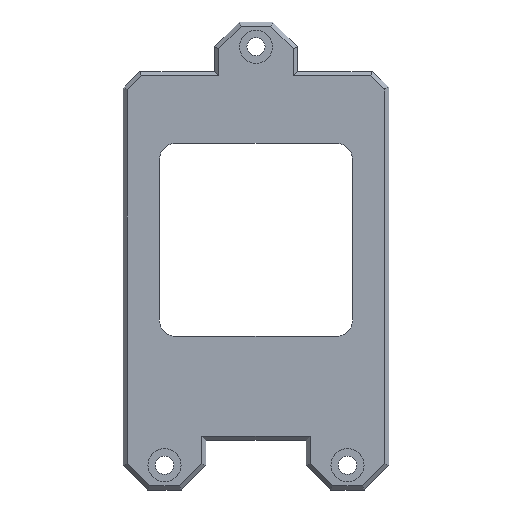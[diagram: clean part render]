
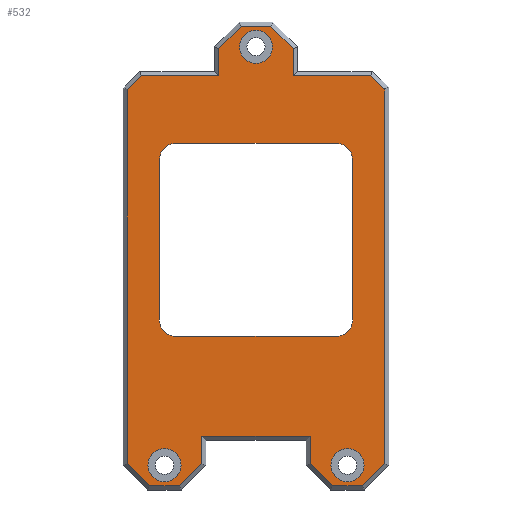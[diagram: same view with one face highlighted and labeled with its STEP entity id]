
A CAD part, top view. The second image highlights one B-rep face of the part: STEP entity #532.
In plain terms, the highlighted planar face has unit normal (0, 0, 1).
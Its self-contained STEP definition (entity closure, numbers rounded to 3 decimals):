
#262=CARTESIAN_POINT('',(0.,0.,-43.));
#263=DIRECTION('',(0.,0.,1.));
#264=DIRECTION('',(1.,0.,0.));
#265=AXIS2_PLACEMENT_3D('',#262,#263,#264);
#266=PLANE('',#265);
#267=CARTESIAN_POINT('',(-22.907,0.184,-43.));
#268=VERTEX_POINT('',#267);
#269=CARTESIAN_POINT('',(-9.747,0.184,-43.));
#270=VERTEX_POINT('',#269);
#271=CARTESIAN_POINT('',(-22.907,0.184,-43.));
#272=DIRECTION('',(1.,0.,0.));
#273=VECTOR('',#272,13.16);
#274=LINE('',#271,#273);
#275=EDGE_CURVE('',#268,#270,#274,.T.);
#276=ORIENTED_EDGE('',*,*,#275,.T.);
#277=CARTESIAN_POINT('',(-9.747,-3.109,-43.));
#278=VERTEX_POINT('',#277);
#279=CARTESIAN_POINT('',(-9.747,0.184,-43.));
#280=DIRECTION('',(0.,-1.,0.));
#281=VECTOR('',#280,3.293);
#282=LINE('',#279,#281);
#283=EDGE_CURVE('',#270,#278,#282,.T.);
#284=ORIENTED_EDGE('',*,*,#283,.T.);
#285=CARTESIAN_POINT('',(-7.04,-5.816,-43.));
#286=VERTEX_POINT('',#285);
#287=CARTESIAN_POINT('',(-9.747,-3.109,-43.));
#288=DIRECTION('',(0.707,-0.707,0.));
#289=VECTOR('',#288,3.828);
#290=LINE('',#287,#289);
#291=EDGE_CURVE('',#278,#286,#290,.T.);
#292=ORIENTED_EDGE('',*,*,#291,.T.);
#293=CARTESIAN_POINT('',(-3.455,-5.816,-43.));
#294=VERTEX_POINT('',#293);
#295=CARTESIAN_POINT('',(-7.04,-5.816,-43.));
#296=DIRECTION('',(1.,0.,-0.));
#297=VECTOR('',#296,3.586);
#298=LINE('',#295,#297);
#299=EDGE_CURVE('',#286,#294,#298,.T.);
#300=ORIENTED_EDGE('',*,*,#299,.T.);
#301=CARTESIAN_POINT('',(-0.747,-3.109,-43.));
#302=VERTEX_POINT('',#301);
#303=CARTESIAN_POINT('',(-3.455,-5.816,-43.));
#304=DIRECTION('',(0.707,0.707,0.));
#305=VECTOR('',#304,3.828);
#306=LINE('',#303,#305);
#307=EDGE_CURVE('',#294,#302,#306,.T.);
#308=ORIENTED_EDGE('',*,*,#307,.T.);
#309=CARTESIAN_POINT('',(-0.747,42.235,-43.));
#310=VERTEX_POINT('',#309);
#311=CARTESIAN_POINT('',(-0.747,-3.109,-43.));
#312=DIRECTION('',(0.,1.,0.));
#313=VECTOR('',#312,45.344);
#314=LINE('',#311,#313);
#315=EDGE_CURVE('',#302,#310,#314,.T.);
#316=ORIENTED_EDGE('',*,*,#315,.T.);
#317=CARTESIAN_POINT('',(-2.447,43.849,-43.));
#318=VERTEX_POINT('',#317);
#319=CARTESIAN_POINT('',(-0.747,42.235,-43.));
#320=DIRECTION('',(-0.725,0.689,0.));
#321=VECTOR('',#320,2.344);
#322=LINE('',#319,#321);
#323=EDGE_CURVE('',#310,#318,#322,.T.);
#324=ORIENTED_EDGE('',*,*,#323,.T.);
#325=CARTESIAN_POINT('',(-11.828,43.849,-43.));
#326=VERTEX_POINT('',#325);
#327=CARTESIAN_POINT('',(-2.447,43.849,-43.));
#328=DIRECTION('',(-1.,0.,0.));
#329=VECTOR('',#328,9.381);
#330=LINE('',#327,#329);
#331=EDGE_CURVE('',#318,#326,#330,.T.);
#332=ORIENTED_EDGE('',*,*,#331,.T.);
#333=CARTESIAN_POINT('',(-11.828,47.142,-43.));
#334=VERTEX_POINT('',#333);
#335=CARTESIAN_POINT('',(-11.828,43.849,-43.));
#336=DIRECTION('',(0.,1.,0.));
#337=VECTOR('',#336,3.293);
#338=LINE('',#335,#337);
#339=EDGE_CURVE('',#326,#334,#338,.T.);
#340=ORIENTED_EDGE('',*,*,#339,.T.);
#341=CARTESIAN_POINT('',(-14.535,49.849,-43.));
#342=VERTEX_POINT('',#341);
#343=CARTESIAN_POINT('',(-11.828,47.142,-43.));
#344=DIRECTION('',(-0.707,0.707,0.));
#345=VECTOR('',#344,3.828);
#346=LINE('',#343,#345);
#347=EDGE_CURVE('',#334,#342,#346,.T.);
#348=ORIENTED_EDGE('',*,*,#347,.T.);
#349=CARTESIAN_POINT('',(-18.121,49.849,-43.));
#350=VERTEX_POINT('',#349);
#351=CARTESIAN_POINT('',(-14.535,49.849,-43.));
#352=DIRECTION('',(-1.,0.,0.));
#353=VECTOR('',#352,3.586);
#354=LINE('',#351,#353);
#355=EDGE_CURVE('',#342,#350,#354,.T.);
#356=ORIENTED_EDGE('',*,*,#355,.T.);
#357=CARTESIAN_POINT('',(-20.828,47.142,-43.));
#358=VERTEX_POINT('',#357);
#359=CARTESIAN_POINT('',(-18.121,49.849,-43.));
#360=DIRECTION('',(-0.707,-0.707,0.));
#361=VECTOR('',#360,3.828);
#362=LINE('',#359,#361);
#363=EDGE_CURVE('',#350,#358,#362,.T.);
#364=ORIENTED_EDGE('',*,*,#363,.T.);
#365=CARTESIAN_POINT('',(-20.828,43.849,-43.));
#366=VERTEX_POINT('',#365);
#367=CARTESIAN_POINT('',(-20.828,47.142,-43.));
#368=DIRECTION('',(0.,-1.,0.));
#369=VECTOR('',#368,3.293);
#370=LINE('',#367,#369);
#371=EDGE_CURVE('',#358,#366,#370,.T.);
#372=ORIENTED_EDGE('',*,*,#371,.T.);
#373=CARTESIAN_POINT('',(-30.201,43.849,-43.));
#374=VERTEX_POINT('',#373);
#375=CARTESIAN_POINT('',(-20.828,43.849,-43.));
#376=DIRECTION('',(-1.,0.,0.));
#377=VECTOR('',#376,9.373);
#378=LINE('',#375,#377);
#379=EDGE_CURVE('',#366,#374,#378,.T.);
#380=ORIENTED_EDGE('',*,*,#379,.T.);
#381=CARTESIAN_POINT('',(-31.907,42.143,-43.));
#382=VERTEX_POINT('',#381);
#383=CARTESIAN_POINT('',(-30.201,43.849,-43.));
#384=DIRECTION('',(-0.707,-0.707,0.));
#385=VECTOR('',#384,2.413);
#386=LINE('',#383,#385);
#387=EDGE_CURVE('',#374,#382,#386,.T.);
#388=ORIENTED_EDGE('',*,*,#387,.T.);
#389=CARTESIAN_POINT('',(-31.907,-3.109,-43.));
#390=VERTEX_POINT('',#389);
#391=CARTESIAN_POINT('',(-31.907,42.143,-43.));
#392=DIRECTION('',(0.,-1.,0.));
#393=VECTOR('',#392,45.252);
#394=LINE('',#391,#393);
#395=EDGE_CURVE('',#382,#390,#394,.T.);
#396=ORIENTED_EDGE('',*,*,#395,.T.);
#397=CARTESIAN_POINT('',(-29.2,-5.816,-43.));
#398=VERTEX_POINT('',#397);
#399=CARTESIAN_POINT('',(-31.907,-3.109,-43.));
#400=DIRECTION('',(0.707,-0.707,0.));
#401=VECTOR('',#400,3.828);
#402=LINE('',#399,#401);
#403=EDGE_CURVE('',#390,#398,#402,.T.);
#404=ORIENTED_EDGE('',*,*,#403,.T.);
#405=CARTESIAN_POINT('',(-25.615,-5.816,-43.));
#406=VERTEX_POINT('',#405);
#407=CARTESIAN_POINT('',(-29.2,-5.816,-43.));
#408=DIRECTION('',(1.,0.,-0.));
#409=VECTOR('',#408,3.586);
#410=LINE('',#407,#409);
#411=EDGE_CURVE('',#398,#406,#410,.T.);
#412=ORIENTED_EDGE('',*,*,#411,.T.);
#413=CARTESIAN_POINT('',(-22.907,-3.109,-43.));
#414=VERTEX_POINT('',#413);
#415=CARTESIAN_POINT('',(-25.615,-5.816,-43.));
#416=DIRECTION('',(0.707,0.707,0.));
#417=VECTOR('',#416,3.828);
#418=LINE('',#415,#417);
#419=EDGE_CURVE('',#406,#414,#418,.T.);
#420=ORIENTED_EDGE('',*,*,#419,.T.);
#421=CARTESIAN_POINT('',(-22.907,-3.109,-43.));
#422=DIRECTION('',(0.,1.,0.));
#423=VECTOR('',#422,3.293);
#424=LINE('',#421,#423);
#425=EDGE_CURVE('',#414,#268,#424,.T.);
#426=ORIENTED_EDGE('',*,*,#425,.T.);
#427=EDGE_LOOP('',(#276,#284,#292,#300,#308,#316,#324,#332,#340,#348,#356,#364,#372,#380,#388,#396,#404,#412,#420,#426));
#428=FACE_BOUND('',#427,.T.);
#429=CARTESIAN_POINT('',(-25.407,-3.316,-43.));
#430=VERTEX_POINT('',#429);
#431=CARTESIAN_POINT('',(-27.407,-3.316,-43.));
#432=DIRECTION('',(0.,0.,1.));
#433=DIRECTION('',(1.,0.,-0.));
#434=AXIS2_PLACEMENT_3D('',#431,#432,#433);
#435=CIRCLE('',#434,2.);
#436=EDGE_CURVE('',#430,#430,#435,.T.);
#437=ORIENTED_EDGE('',*,*,#436,.F.);
#438=EDGE_LOOP('',(#437));
#439=FACE_BOUND('',#438,.T.);
#440=CARTESIAN_POINT('',(-3.247,-3.316,-43.));
#441=VERTEX_POINT('',#440);
#442=CARTESIAN_POINT('',(-5.247,-3.316,-43.));
#443=DIRECTION('',(0.,0.,1.));
#444=DIRECTION('',(1.,0.,-0.));
#445=AXIS2_PLACEMENT_3D('',#442,#443,#444);
#446=CIRCLE('',#445,2.);
#447=EDGE_CURVE('',#441,#441,#446,.T.);
#448=ORIENTED_EDGE('',*,*,#447,.F.);
#449=EDGE_LOOP('',(#448));
#450=FACE_BOUND('',#449,.T.);
#451=CARTESIAN_POINT('',(-14.328,47.349,-43.));
#452=VERTEX_POINT('',#451);
#453=CARTESIAN_POINT('',(-16.328,47.349,-43.));
#454=DIRECTION('',(0.,0.,1.));
#455=DIRECTION('',(1.,0.,-0.));
#456=AXIS2_PLACEMENT_3D('',#453,#454,#455);
#457=CIRCLE('',#456,2.);
#458=EDGE_CURVE('',#452,#452,#457,.T.);
#459=ORIENTED_EDGE('',*,*,#458,.F.);
#460=EDGE_LOOP('',(#459));
#461=FACE_BOUND('',#460,.T.);
#462=CARTESIAN_POINT('',(-6.627,12.274,-43.));
#463=VERTEX_POINT('',#462);
#464=CARTESIAN_POINT('',(-26.027,12.274,-43.));
#465=VERTEX_POINT('',#464);
#466=CARTESIAN_POINT('',(-6.627,12.274,-43.));
#467=DIRECTION('',(-1.,0.,0.));
#468=VECTOR('',#467,19.4);
#469=LINE('',#466,#468);
#470=EDGE_CURVE('',#463,#465,#469,.T.);
#471=ORIENTED_EDGE('',*,*,#470,.T.);
#472=CARTESIAN_POINT('',(-28.027,14.274,-43.));
#473=VERTEX_POINT('',#472);
#474=CARTESIAN_POINT('',(-26.027,14.274,-43.));
#475=DIRECTION('',(-0.,-0.,-1.));
#476=DIRECTION('',(1.,0.,-0.));
#477=AXIS2_PLACEMENT_3D('',#474,#475,#476);
#478=CIRCLE('',#477,2.);
#479=EDGE_CURVE('',#465,#473,#478,.T.);
#480=ORIENTED_EDGE('',*,*,#479,.T.);
#481=CARTESIAN_POINT('',(-28.027,33.674,-43.));
#482=VERTEX_POINT('',#481);
#483=CARTESIAN_POINT('',(-28.027,14.274,-43.));
#484=DIRECTION('',(0.,1.,0.));
#485=VECTOR('',#484,19.4);
#486=LINE('',#483,#485);
#487=EDGE_CURVE('',#473,#482,#486,.T.);
#488=ORIENTED_EDGE('',*,*,#487,.T.);
#489=CARTESIAN_POINT('',(-26.027,35.674,-43.));
#490=VERTEX_POINT('',#489);
#491=CARTESIAN_POINT('',(-26.027,33.674,-43.));
#492=DIRECTION('',(-0.,-0.,-1.));
#493=DIRECTION('',(1.,0.,-0.));
#494=AXIS2_PLACEMENT_3D('',#491,#492,#493);
#495=CIRCLE('',#494,2.);
#496=EDGE_CURVE('',#482,#490,#495,.T.);
#497=ORIENTED_EDGE('',*,*,#496,.T.);
#498=CARTESIAN_POINT('',(-6.627,35.674,-43.));
#499=VERTEX_POINT('',#498);
#500=CARTESIAN_POINT('',(-26.027,35.674,-43.));
#501=DIRECTION('',(1.,0.,-0.));
#502=VECTOR('',#501,19.4);
#503=LINE('',#500,#502);
#504=EDGE_CURVE('',#490,#499,#503,.T.);
#505=ORIENTED_EDGE('',*,*,#504,.T.);
#506=CARTESIAN_POINT('',(-4.627,33.674,-43.));
#507=VERTEX_POINT('',#506);
#508=CARTESIAN_POINT('',(-6.627,33.674,-43.));
#509=DIRECTION('',(-0.,-0.,-1.));
#510=DIRECTION('',(1.,0.,-0.));
#511=AXIS2_PLACEMENT_3D('',#508,#509,#510);
#512=CIRCLE('',#511,2.);
#513=EDGE_CURVE('',#499,#507,#512,.T.);
#514=ORIENTED_EDGE('',*,*,#513,.T.);
#515=CARTESIAN_POINT('',(-4.627,14.274,-43.));
#516=VERTEX_POINT('',#515);
#517=CARTESIAN_POINT('',(-4.627,33.674,-43.));
#518=DIRECTION('',(0.,-1.,0.));
#519=VECTOR('',#518,19.4);
#520=LINE('',#517,#519);
#521=EDGE_CURVE('',#507,#516,#520,.T.);
#522=ORIENTED_EDGE('',*,*,#521,.T.);
#523=CARTESIAN_POINT('',(-6.627,14.274,-43.));
#524=DIRECTION('',(-0.,-0.,-1.));
#525=DIRECTION('',(1.,0.,-0.));
#526=AXIS2_PLACEMENT_3D('',#523,#524,#525);
#527=CIRCLE('',#526,2.);
#528=EDGE_CURVE('',#516,#463,#527,.T.);
#529=ORIENTED_EDGE('',*,*,#528,.T.);
#530=EDGE_LOOP('',(#471,#480,#488,#497,#505,#514,#522,#529));
#531=FACE_BOUND('',#530,.T.);
#532=ADVANCED_FACE('',(#428,#439,#450,#461,#531),#266,.T.);
